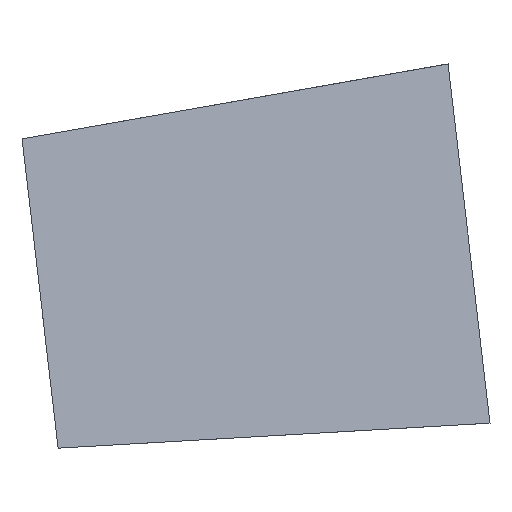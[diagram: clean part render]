
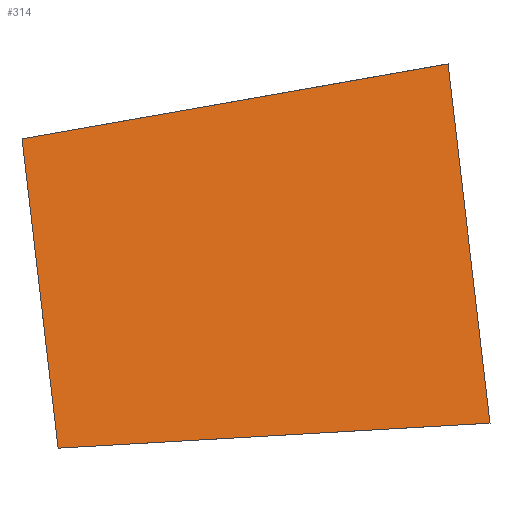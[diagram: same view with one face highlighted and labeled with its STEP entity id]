
A CAD part, top view. The second image highlights one B-rep face of the part: STEP entity #314.
In plain terms, the highlighted planar face has unit normal (0.229, 0.027, 0.973).
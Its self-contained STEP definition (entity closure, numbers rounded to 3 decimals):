
#43 = PLANE('',#44);
#44 = AXIS2_PLACEMENT_3D('',#45,#46,#47);
#45 = CARTESIAN_POINT('',(6.425,-36.438,0.));
#46 = DIRECTION('',(0.174,-0.985,0.));
#47 = DIRECTION('',(0.,0.,-1.));
#69 = PLANE('',#70);
#70 = AXIS2_PLACEMENT_3D('',#71,#72,#73);
#71 = CARTESIAN_POINT('',(8501.353,998.106,
    -5649.681));
#72 = DIRECTION('',(0.993,0.116,0.));
#73 = DIRECTION('',(0.,0.,-1.));
#95 = PLANE('',#96);
#96 = AXIS2_PLACEMENT_3D('',#97,#98,#99);
#97 = CARTESIAN_POINT('',(-1.639,28.146,0.));
#98 = DIRECTION('',(0.058,-0.998,0.));
#99 = DIRECTION('',(0.,0.,-1.));
#119 = PLANE('',#120);
#120 = AXIS2_PLACEMENT_3D('',#121,#122,#123);
#121 = CARTESIAN_POINT('',(1479.559,177.376,
    -10996.864));
#122 = DIRECTION('',(0.888,0.104,-0.448));
#123 = DIRECTION('',(-0.451,0.,-0.893
    ));
#134 = VERTEX_POINT('',#135);
#135 = CARTESIAN_POINT('',(9722.703,1676.804,
    5671.35));
#154 = EDGE_CURVE('',#134,#155,#157,.T.);
#155 = VERTEX_POINT('',#156);
#156 = CARTESIAN_POINT('',(8448.29,1452.091,
    5977.218));
#157 = SURFACE_CURVE('',#158,(#162,#168),.PCURVE_S1.);
#158 = LINE('',#159,#160);
#159 = CARTESIAN_POINT('',(-1881.07,-369.254,
    8456.334));
#160 = VECTOR('',#161,1.);
#161 = DIRECTION('',(-0.958,-0.169,0.23));
#162 = PCURVE('',#43,#163);
#163 = DEFINITIONAL_REPRESENTATION('',(#164),#167);
#164 = B_SPLINE_CURVE_WITH_KNOTS('',1,(#165,#166),.UNSPECIFIED.,.F.,.F.,
  (2,2),(-12256.062,-10643.312),
  .PIECEWISE_BEZIER_KNOTS.);
#165 = CARTESIAN_POINT('',(-5637.163,10010.806));
#166 = CARTESIAN_POINT('',(-6008.132,8441.302));
#167 = ( GEOMETRIC_REPRESENTATION_CONTEXT(2) 
PARAMETRIC_REPRESENTATION_CONTEXT() REPRESENTATION_CONTEXT('2D SPACE',''
  ) );
#168 = PCURVE('',#169,#174);
#169 = PLANE('',#170);
#170 = AXIS2_PLACEMENT_3D('',#171,#172,#173);
#171 = CARTESIAN_POINT('',(-5595.876,-649.624,
    9337.615));
#172 = DIRECTION('',(0.229,0.027,0.973));
#173 = DIRECTION('',(0.973,0.,-0.229)
  );
#174 = DEFINITIONAL_REPRESENTATION('',(#175),#178);
#175 = B_SPLINE_CURVE_WITH_KNOTS('',1,(#176,#177),.UNSPECIFIED.,.F.,.F.,
  (2,2),(-12256.062,-10643.312),
  .PIECEWISE_BEZIER_KNOTS.);
#176 = CARTESIAN_POINT('',(15897.564,2352.386));
#177 = CARTESIAN_POINT('',(14308.027,2079.747));
#178 = ( GEOMETRIC_REPRESENTATION_CONTEXT(2) 
PARAMETRIC_REPRESENTATION_CONTEXT() REPRESENTATION_CONTEXT('2D SPACE',''
  ) );
#204 = EDGE_CURVE('',#134,#205,#207,.T.);
#205 = VERTEX_POINT('',#206);
#206 = CARTESIAN_POINT('',(9848.348,601.842,
    5671.35));
#207 = SURFACE_CURVE('',#208,(#212,#218),.PCURVE_S1.);
#208 = LINE('',#209,#210);
#209 = CARTESIAN_POINT('',(9784.502,1148.084,
    5671.35));
#210 = VECTOR('',#211,1.);
#211 = DIRECTION('',(0.116,-0.993,0.)
  );
#212 = PCURVE('',#119,#213);
#213 = DEFINITIONAL_REPRESENTATION('',(#214),#217);
#214 = B_SPLINE_CURVE_WITH_KNOTS('',1,(#215,#216),.UNSPECIFIED.,.F.,.F.,
  (2,2),(-644.955,677.62),.PIECEWISE_BEZIER_KNOTS.);
#215 = CARTESIAN_POINT('',(-18588.576,1620.048));
#216 = CARTESIAN_POINT('',(-18657.795,299.285));
#217 = ( GEOMETRIC_REPRESENTATION_CONTEXT(2) 
PARAMETRIC_REPRESENTATION_CONTEXT() REPRESENTATION_CONTEXT('2D SPACE',''
  ) );
#218 = PCURVE('',#169,#219);
#219 = DEFINITIONAL_REPRESENTATION('',(#220),#223);
#220 = B_SPLINE_CURVE_WITH_KNOTS('',1,(#221,#222),.UNSPECIFIED.,.F.,.F.,
  (2,2),(-644.955,677.62),.PIECEWISE_BEZIER_KNOTS.);
#221 = CARTESIAN_POINT('',(15738.35,2439.175));
#222 = CARTESIAN_POINT('',(15887.815,1125.072));
#223 = ( GEOMETRIC_REPRESENTATION_CONTEXT(2) 
PARAMETRIC_REPRESENTATION_CONTEXT() REPRESENTATION_CONTEXT('2D SPACE',''
  ) );
#250 = EDGE_CURVE('',#205,#251,#253,.T.);
#251 = VERTEX_POINT('',#252);
#252 = CARTESIAN_POINT('',(8556.464,526.598,
    5977.218));
#253 = SURFACE_CURVE('',#254,(#258,#264),.PCURVE_S1.);
#254 = LINE('',#255,#256);
#255 = CARTESIAN_POINT('',(-1915.225,-83.308,
    8456.506));
#256 = VECTOR('',#257,1.);
#257 = DIRECTION('',(-0.972,-0.057,0.23)
  );
#258 = PCURVE('',#95,#259);
#259 = DEFINITIONAL_REPRESENTATION('',(#260),#263);
#260 = B_SPLINE_CURVE_WITH_KNOTS('',1,(#261,#262),.UNSPECIFIED.,.F.,.F.,
  (2,2),(-12256.81,-10644.061),
  .PIECEWISE_BEZIER_KNOTS.);
#261 = CARTESIAN_POINT('',(-5637.163,10011.319));
#262 = CARTESIAN_POINT('',(-6008.132,8441.815));
#263 = ( GEOMETRIC_REPRESENTATION_CONTEXT(2) 
PARAMETRIC_REPRESENTATION_CONTEXT() REPRESENTATION_CONTEXT('2D SPACE',''
  ) );
#264 = PCURVE('',#169,#265);
#265 = DEFINITIONAL_REPRESENTATION('',(#266),#269);
#266 = B_SPLINE_CURVE_WITH_KNOTS('',1,(#267,#268),.UNSPECIFIED.,.F.,.F.,
  (2,2),(-12256.81,-10644.061),
  .PIECEWISE_BEZIER_KNOTS.);
#267 = CARTESIAN_POINT('',(16021.774,1260.327));
#268 = CARTESIAN_POINT('',(14411.61,1169.035));
#269 = ( GEOMETRIC_REPRESENTATION_CONTEXT(2) 
PARAMETRIC_REPRESENTATION_CONTEXT() REPRESENTATION_CONTEXT('2D SPACE',''
  ) );
#294 = EDGE_CURVE('',#155,#251,#295,.T.);
#295 = SURFACE_CURVE('',#296,(#300,#306),.PCURVE_S1.);
#296 = LINE('',#297,#298);
#297 = CARTESIAN_POINT('',(8501.353,998.106,
    5977.218));
#298 = VECTOR('',#299,1.);
#299 = DIRECTION('',(0.116,-0.993,0.)
  );
#300 = PCURVE('',#69,#301);
#301 = DEFINITIONAL_REPRESENTATION('',(#302),#305);
#302 = B_SPLINE_CURVE_WITH_KNOTS('',1,(#303,#304),.UNSPECIFIED.,.F.,.F.,
  (2,2),(-550.255,567.897),.PIECEWISE_BEZIER_KNOTS.);
#303 = CARTESIAN_POINT('',(-11626.9,550.254));
#304 = CARTESIAN_POINT('',(-11626.9,-567.897));
#305 = ( GEOMETRIC_REPRESENTATION_CONTEXT(2) 
PARAMETRIC_REPRESENTATION_CONTEXT() REPRESENTATION_CONTEXT('2D SPACE',''
  ) );
#306 = PCURVE('',#169,#307);
#307 = DEFINITIONAL_REPRESENTATION('',(#308),#311);
#308 = B_SPLINE_CURVE_WITH_KNOTS('',1,(#309,#310),.UNSPECIFIED.,.F.,.F.,
  (2,2),(-550.255,567.897),.PIECEWISE_BEZIER_KNOTS.);
#309 = CARTESIAN_POINT('',(14429.958,2195.049));
#310 = CARTESIAN_POINT('',(14556.321,1084.061));
#311 = ( GEOMETRIC_REPRESENTATION_CONTEXT(2) 
PARAMETRIC_REPRESENTATION_CONTEXT() REPRESENTATION_CONTEXT('2D SPACE',''
  ) );
#314 = ADVANCED_FACE('',(#315),#169,.T.);
#315 = FACE_BOUND('',#316,.T.);
#316 = EDGE_LOOP('',(#317,#318,#319,#320));
#317 = ORIENTED_EDGE('',*,*,#204,.F.);
#318 = ORIENTED_EDGE('',*,*,#154,.T.);
#319 = ORIENTED_EDGE('',*,*,#294,.T.);
#320 = ORIENTED_EDGE('',*,*,#250,.F.);
